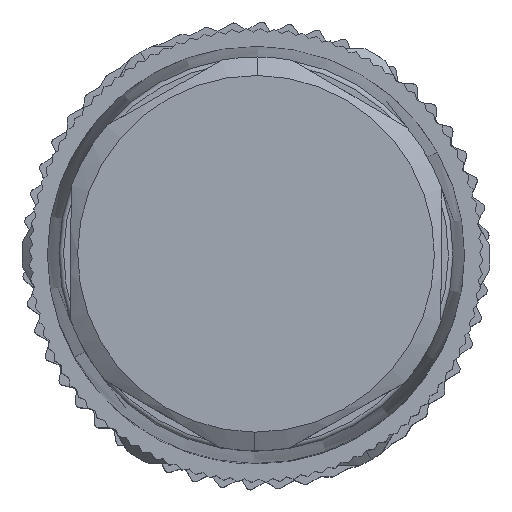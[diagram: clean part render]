
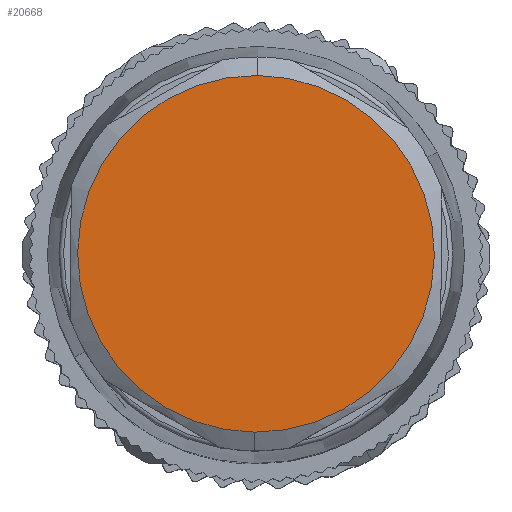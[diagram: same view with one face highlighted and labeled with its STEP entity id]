
A CAD part, top view. The second image highlights one B-rep face of the part: STEP entity #20668.
In plain terms, the highlighted planar face has unit normal (0, 0, 1).
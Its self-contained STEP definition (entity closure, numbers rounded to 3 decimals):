
#20618=AXIS2_PLACEMENT_3D('Circle Axis2P3D',#20616,#20617,$) ;
#20642=AXIS2_PLACEMENT_3D('Circle Axis2P3D',#20640,#20641,$) ;
#20662=AXIS2_PLACEMENT_3D('Plane Axis2P3D',#20659,#20660,#20661) ;
#20606=CARTESIAN_POINT('Vertex',(10.167,17.797,58.)) ;
#20613=CARTESIAN_POINT('Vertex',(10.033,2.397,58.)) ;
#20616=CARTESIAN_POINT('Axis2P3D Location',(10.1,10.097,58.)) ;
#20640=CARTESIAN_POINT('Axis2P3D Location',(10.1,10.097,58.)) ;
#20659=CARTESIAN_POINT('Axis2P3D Location',(10.1,10.097,58.)) ;
#20617=DIRECTION('Axis2P3D Direction',(0.,0.,-1.)) ;
#20641=DIRECTION('Axis2P3D Direction',(0.,0.,-1.)) ;
#20660=DIRECTION('Axis2P3D Direction',(0.,0.,1.)) ;
#20661=DIRECTION('Axis2P3D XDirection',(-0.009,-1.,0.)) ;
#20665=ORIENTED_EDGE('',*,*,#20644,.T.) ;
#20666=ORIENTED_EDGE('',*,*,#20620,.T.) ;
#20668=ADVANCED_FACE('Hauptk\X2\00F6\X0\rper',(#20667),#20663,.T.) ;
#20619=CIRCLE('generated circle',#20618,7.7) ;
#20643=CIRCLE('generated circle',#20642,7.7) ;
#20620=EDGE_CURVE('',#20607,#20614,#20619,.F.) ;
#20644=EDGE_CURVE('',#20614,#20607,#20643,.F.) ;
#20664=EDGE_LOOP('',(#20665,#20666)) ;
#20667=FACE_OUTER_BOUND('',#20664,.T.) ;
#20663=PLANE('',#20662) ;
#20607=VERTEX_POINT('',#20606) ;
#20614=VERTEX_POINT('',#20613) ;
